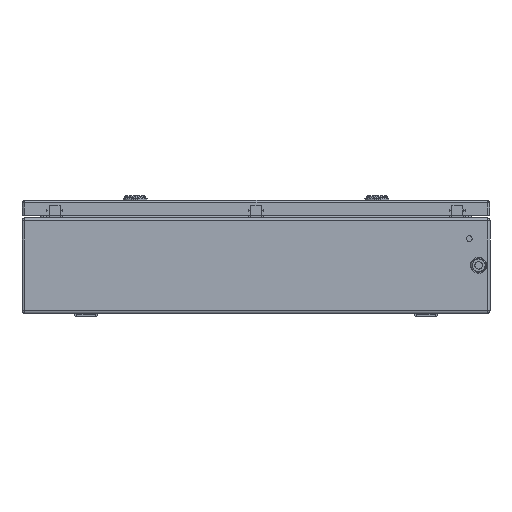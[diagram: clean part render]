
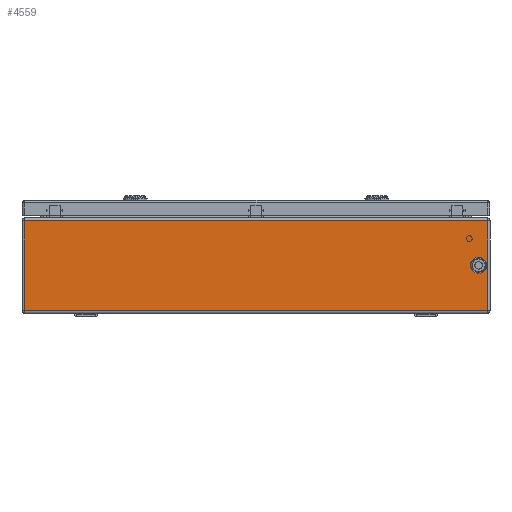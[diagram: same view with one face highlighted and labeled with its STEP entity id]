
A CAD part, left-side view. The second image highlights one B-rep face of the part: STEP entity #4559.
In plain terms, the highlighted planar face has unit normal (-1, 0, 0).
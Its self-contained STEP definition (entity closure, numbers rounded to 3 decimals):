
#4202=AXIS2_PLACEMENT_3D('Circle Axis2P3D',#4200,#4201,$) ;
#4250=AXIS2_PLACEMENT_3D('Circle Axis2P3D',#4248,#4249,$) ;
#4526=AXIS2_PLACEMENT_3D('Plane Axis2P3D',#4523,#4524,#4525) ;
#3942=CARTESIAN_POINT('Vertex',(25.5,3.,126.5)) ;
#3955=CARTESIAN_POINT('Vertex',(25.5,617.,126.5)) ;
#3958=CARTESIAN_POINT('Line Origine',(25.5,310.,126.5)) ;
#4197=CARTESIAN_POINT('Vertex',(25.5,9.85,72.46)) ;
#4200=CARTESIAN_POINT('Axis2P3D Location',(25.5,15.,67.5)) ;
#4204=CARTESIAN_POINT('Vertex',(25.5,20.15,72.46)) ;
#4224=CARTESIAN_POINT('Line Origine',(25.5,20.15,67.5)) ;
#4228=CARTESIAN_POINT('Vertex',(25.5,20.15,62.54)) ;
#4248=CARTESIAN_POINT('Axis2P3D Location',(25.5,15.,67.5)) ;
#4252=CARTESIAN_POINT('Vertex',(25.5,9.85,62.54)) ;
#4272=CARTESIAN_POINT('Line Origine',(25.5,9.85,67.5)) ;
#4523=CARTESIAN_POINT('Axis2P3D Location',(25.5,620.,130.5)) ;
#4528=CARTESIAN_POINT('Line Origine',(25.5,617.,67.)) ;
#4532=CARTESIAN_POINT('Vertex',(25.5,617.,7.5)) ;
#4535=CARTESIAN_POINT('Line Origine',(25.5,310.,7.5)) ;
#4539=CARTESIAN_POINT('Vertex',(25.5,3.,7.5)) ;
#4542=CARTESIAN_POINT('Line Origine',(25.5,3.,67.)) ;
#3959=DIRECTION('Vector Direction',(0.,-1.,0.)) ;
#4201=DIRECTION('Axis2P3D Direction',(-1.,0.,0.)) ;
#4225=DIRECTION('Vector Direction',(0.,0.,-1.)) ;
#4249=DIRECTION('Axis2P3D Direction',(-1.,0.,0.)) ;
#4273=DIRECTION('Vector Direction',(0.,0.,1.)) ;
#4524=DIRECTION('Axis2P3D Direction',(1.,0.,0.)) ;
#4525=DIRECTION('Axis2P3D XDirection',(0.,1.,0.)) ;
#4529=DIRECTION('Vector Direction',(0.,0.,-1.)) ;
#4536=DIRECTION('Vector Direction',(0.,-1.,0.)) ;
#4543=DIRECTION('Vector Direction',(0.,0.,1.)) ;
#3960=VECTOR('Line Direction',#3959,1.) ;
#4226=VECTOR('Line Direction',#4225,1.) ;
#4274=VECTOR('Line Direction',#4273,1.) ;
#4530=VECTOR('Line Direction',#4529,1.) ;
#4537=VECTOR('Line Direction',#4536,1.) ;
#4544=VECTOR('Line Direction',#4543,1.) ;
#4548=ORIENTED_EDGE('',*,*,#4534,.T.) ;
#4549=ORIENTED_EDGE('',*,*,#4541,.T.) ;
#4550=ORIENTED_EDGE('',*,*,#4546,.T.) ;
#4551=ORIENTED_EDGE('',*,*,#3962,.T.) ;
#4554=ORIENTED_EDGE('',*,*,#4230,.F.) ;
#4555=ORIENTED_EDGE('',*,*,#4206,.F.) ;
#4556=ORIENTED_EDGE('',*,*,#4276,.F.) ;
#4557=ORIENTED_EDGE('',*,*,#4254,.F.) ;
#4558=FACE_BOUND('',#4553,.T.) ;
#4559=ADVANCED_FACE('51372_ASM_GH_KTB_QL_XXXxXXXxXXX_YGP_S3D-1/51372_GH_KTB_QL_XXXxXXXxXXX_YGP_S3D_S3D-1-solid1',(#4552,#4558),#4527,.F.) ;
#4203=CIRCLE('generated circle',#4202,7.15) ;
#4251=CIRCLE('generated circle',#4250,7.15) ;
#3962=EDGE_CURVE('',#3943,#3956,#3961,.F.) ;
#4206=EDGE_CURVE('',#4198,#4205,#4203,.T.) ;
#4230=EDGE_CURVE('',#4205,#4229,#4227,.T.) ;
#4254=EDGE_CURVE('',#4229,#4253,#4251,.T.) ;
#4276=EDGE_CURVE('',#4253,#4198,#4275,.T.) ;
#4534=EDGE_CURVE('',#3956,#4533,#4531,.T.) ;
#4541=EDGE_CURVE('',#4533,#4540,#4538,.T.) ;
#4546=EDGE_CURVE('',#4540,#3943,#4545,.T.) ;
#4547=EDGE_LOOP('',(#4548,#4549,#4550,#4551)) ;
#4553=EDGE_LOOP('',(#4554,#4555,#4556,#4557)) ;
#4552=FACE_OUTER_BOUND('',#4547,.T.) ;
#3961=LINE('Line',#3958,#3960) ;
#4227=LINE('Line',#4224,#4226) ;
#4275=LINE('Line',#4272,#4274) ;
#4531=LINE('Line',#4528,#4530) ;
#4538=LINE('Line',#4535,#4537) ;
#4545=LINE('Line',#4542,#4544) ;
#4527=PLANE('',#4526) ;
#3943=VERTEX_POINT('',#3942) ;
#3956=VERTEX_POINT('',#3955) ;
#4198=VERTEX_POINT('',#4197) ;
#4205=VERTEX_POINT('',#4204) ;
#4229=VERTEX_POINT('',#4228) ;
#4253=VERTEX_POINT('',#4252) ;
#4533=VERTEX_POINT('',#4532) ;
#4540=VERTEX_POINT('',#4539) ;
